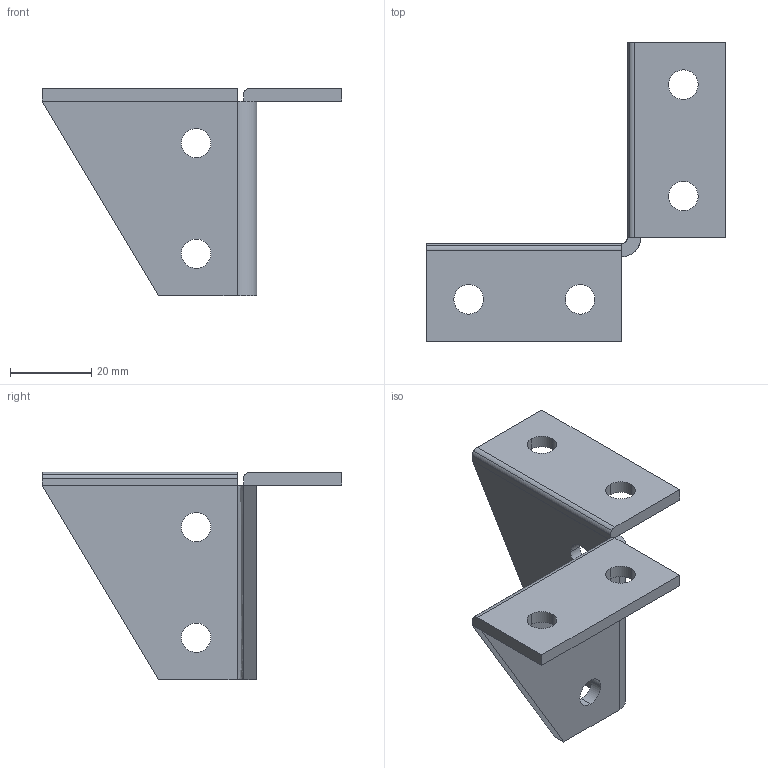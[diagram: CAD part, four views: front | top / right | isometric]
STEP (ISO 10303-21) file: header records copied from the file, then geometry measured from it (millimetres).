
FILE_DESCRIPTION(('TurboCAD Mac Pro'),'Build 980');
FILE_NAME('P6887.stp',' ',(''),(''),'ACIS Interop','IMSI','TurboCAD Mac Pro BY IMSI, INCORPORATED');
FILE_SCHEMA(('automotive_design'));
Length unit declared in the file: inch
Products named in the file (3): 1; 2; 3
Bounding box: 73.83 x 73.82 x 51.1 mm (x, y, z)
Volume: 17300.4 mm3; surface area: 13170.5 mm2
Topology: 3 solids, 3 shells, 64 faces, 170 edges, 112 vertices
Faces by surface type: bspline 34, plane 26, cylinder 4
Entity records: 2768 total; most frequent: CARTESIAN_POINT 791, ORIENTED_EDGE 340, DIRECTION 176, EDGE_CURVE 170, VERTEX_POINT 112, LINE 94, VECTOR 94, EDGE_LOOP 80
